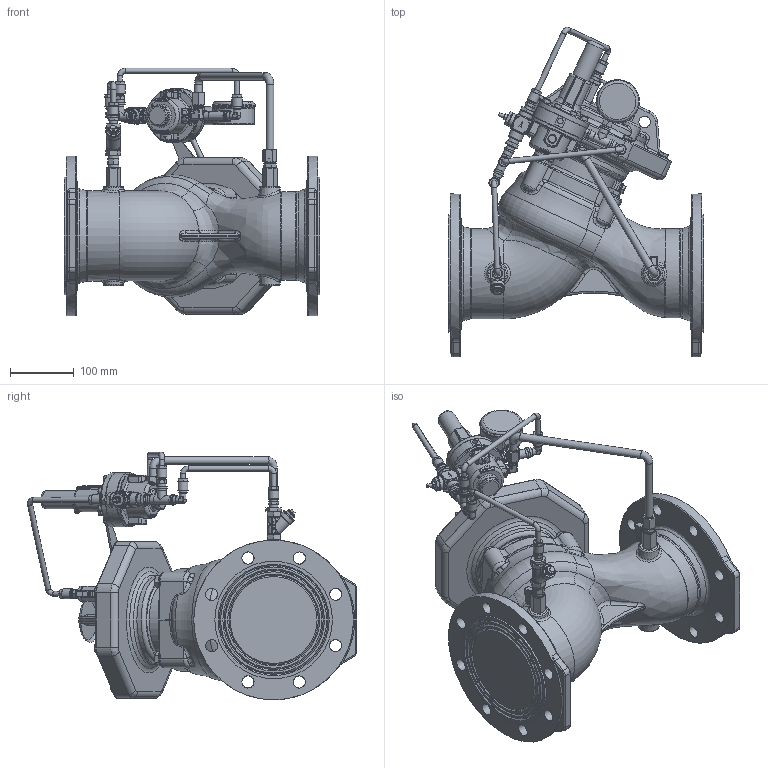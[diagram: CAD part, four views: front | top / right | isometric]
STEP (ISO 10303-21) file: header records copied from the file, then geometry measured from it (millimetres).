
FILE_DESCRIPTION(/* description */ (''),/* implementation_level */ '2;1');
FILE_NAME(/* name */ 'DRY80-A DN125 PN10 16 DKY.stp',/* time_stamp */ '2025-07-21T11:23:47+03:00',/* author */ ('utku.ernez'),/* organization */ (''),/* preprocessor_version */ 'ST-DEVELOPER v20',/* originating_system */ 'Autodesk Inventor 2025',/* authorisation */ '');
FILE_SCHEMA (('CONFIG_CONTROL_DESIGN'));
Products named in the file (1): DRY80-A DN125 PN10 16 DKY
Bounding box: 400 x 515.65 x 387.76 mm (x, y, z)
Volume: 12594796.3 mm3; surface area: 786531 mm2
Topology: 1 solids, 46 shells, 3112 faces, 7286 edges, 4403 vertices
Faces by surface type: plane 1053, cylinder 720, bspline 562, cone 427, torus 271, sphere 79
Full cylindrical faces by diameter (mm): 2 x2, 2.388 x1, 2.4 x1, 4.134 x6, 5.1 x6, 5.3 x3, 5.5 x3, 6 x23, 6.4 x8, 6.647 x8, 7.137 x1, 7.323 x8, 8 x23, 8.23 x1, 8.4 x8, 8.5 x1, 8.566 x2, 8.9 x1, 9.2 x3, 9.4 x2, 9.5 x1, 10 x18, 10.106 x4, 11 x8, 11.053 x4, 11.4 x8, 11.445 x4, 12 x7, 12.2 x3, 12.301 x2
Entity records: 130726 total; most frequent: CARTESIAN_POINT 60225, ORIENTED_EDGE 14444, DIRECTION 13637, EDGE_CURVE 7222, AXIS2_PLACEMENT_3D 5582, VERTEX_POINT 4402, EDGE_LOOP 3425, FACE_OUTER_BOUND 3111
